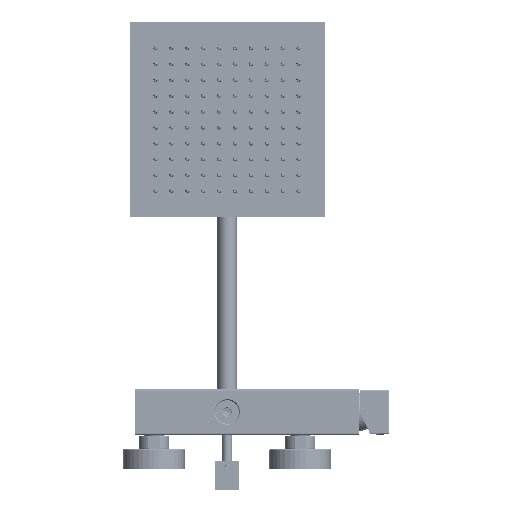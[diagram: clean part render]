
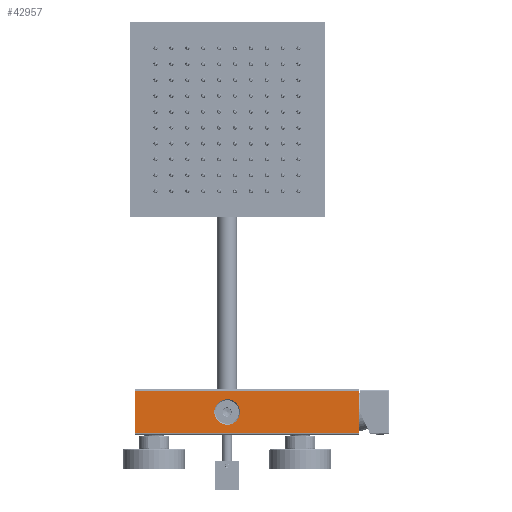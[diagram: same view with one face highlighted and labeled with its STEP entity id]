
A CAD part, front view. The second image highlights one B-rep face of the part: STEP entity #42957.
In plain terms, the highlighted planar face has unit normal (0, -1, 0).
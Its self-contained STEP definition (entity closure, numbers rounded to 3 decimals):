
#10667=DIRECTION('',(-1.,0.,0.));
#10668=VECTOR('',#10667,230.);
#10669=CARTESIAN_POINT('',(135.,-23.25,21.75));
#10670=LINE('',#10669,#10668);
#10671=DIRECTION('',(0.,0.,-1.));
#10672=VECTOR('',#10671,43.5);
#10673=CARTESIAN_POINT('',(135.,-23.25,21.75));
#10674=LINE('',#10673,#10672);
#10675=DIRECTION('',(-1.,0.,0.));
#10676=VECTOR('',#10675,230.);
#10677=CARTESIAN_POINT('',(135.,-23.25,-21.75));
#10678=LINE('',#10677,#10676);
#10679=DIRECTION('',(0.,0.,-1.));
#10680=VECTOR('',#10679,43.5);
#10681=CARTESIAN_POINT('',(-95.,-23.25,21.75));
#10682=LINE('',#10681,#10680);
#10683=CARTESIAN_POINT('',(0.,-23.25,0.));
#10684=DIRECTION('',(0.,1.,0.));
#10685=DIRECTION('',(-1.,0.,0.));
#10686=AXIS2_PLACEMENT_3D('',#10683,#10684,#10685);
#10688=CARTESIAN_POINT('',(0.,-23.25,0.));
#10689=DIRECTION('',(0.,1.,0.));
#10690=DIRECTION('',(1.,0.,0.));
#10691=AXIS2_PLACEMENT_3D('',#10688,#10689,#10690);
#24323=CARTESIAN_POINT('',(135.,-23.25,21.75));
#24324=CARTESIAN_POINT('',(135.,-23.25,-21.75));
#24325=VERTEX_POINT('',#24323);
#24326=VERTEX_POINT('',#24324);
#24339=CARTESIAN_POINT('',(-95.,-23.25,21.75));
#24340=CARTESIAN_POINT('',(-95.,-23.25,-21.75));
#24341=VERTEX_POINT('',#24339);
#24342=VERTEX_POINT('',#24340);
#24501=CARTESIAN_POINT('',(-13.1,-23.25,0.));
#24502=CARTESIAN_POINT('',(13.1,-23.25,0.));
#24503=VERTEX_POINT('',#24501);
#24504=VERTEX_POINT('',#24502);
#42939=CARTESIAN_POINT('',(-96.5,-23.25,23.25));
#42940=DIRECTION('',(0.,-1.,0.));
#42941=DIRECTION('',(0.,0.,-1.));
#42942=AXIS2_PLACEMENT_3D('',#42939,#42940,#42941);
#42943=PLANE('',#42942);
#42945=ORIENTED_EDGE('',*,*,#42944,.F.);
#42946=ORIENTED_EDGE('',*,*,#42919,.T.);
#42947=ORIENTED_EDGE('',*,*,#42774,.T.);
#42948=ORIENTED_EDGE('',*,*,#42798,.F.);
#42949=EDGE_LOOP('',(#42945,#42946,#42947,#42948));
#42950=FACE_OUTER_BOUND('',#42949,.F.);
#42952=ORIENTED_EDGE('',*,*,#42951,.F.);
#42954=ORIENTED_EDGE('',*,*,#42953,.F.);
#42955=EDGE_LOOP('',(#42952,#42954));
#42956=FACE_BOUND('',#42955,.F.);
#42957=ADVANCED_FACE('',(#42950,#42956),#42943,.T.);
#10687=CIRCLE('',#10686,13.1);
#10692=CIRCLE('',#10691,13.1);
#42774=EDGE_CURVE('',#24326,#24342,#10678,.T.);
#42798=EDGE_CURVE('',#24341,#24342,#10682,.T.);
#42919=EDGE_CURVE('',#24325,#24326,#10674,.T.);
#42944=EDGE_CURVE('',#24325,#24341,#10670,.T.);
#42951=EDGE_CURVE('',#24503,#24504,#10687,.T.);
#42953=EDGE_CURVE('',#24504,#24503,#10692,.T.);
